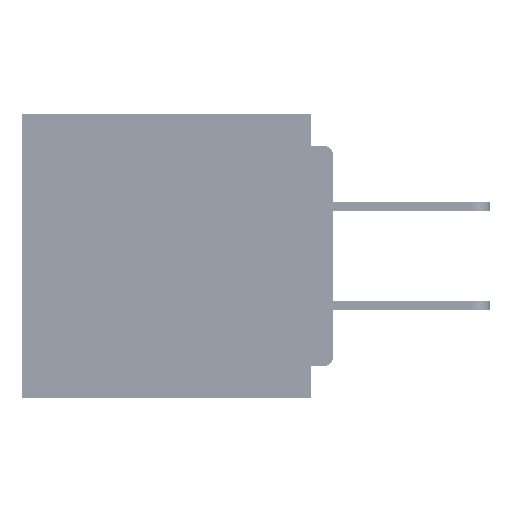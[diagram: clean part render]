
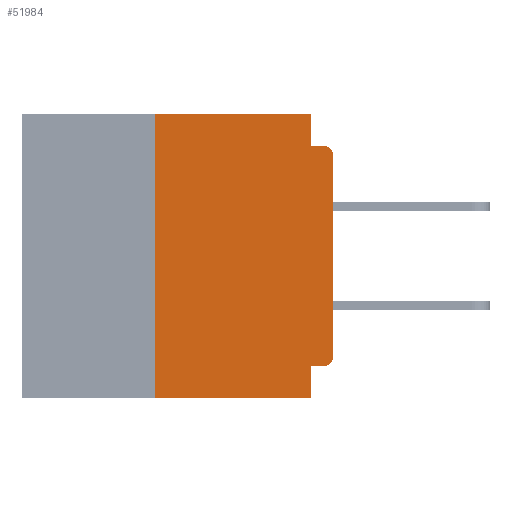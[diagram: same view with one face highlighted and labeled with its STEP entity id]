
A CAD part, left-side view. The second image highlights one B-rep face of the part: STEP entity #51984.
In plain terms, the highlighted planar face has unit normal (-1, 0, 0).
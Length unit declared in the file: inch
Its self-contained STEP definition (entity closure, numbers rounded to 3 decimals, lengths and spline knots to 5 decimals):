
#2938 = DIRECTION ( 'NONE',  ( 0., -1., 0. ) ) ;
#4473 = DIRECTION ( 'NONE',  ( 0., -1., 0. ) ) ;
#4488 = DIRECTION ( 'NONE',  ( 0., 1., 0. ) ) ;
#5030 = VERTEX_POINT ( 'NONE', #36135 ) ;
#5349 = ORIENTED_EDGE ( 'NONE', *, *, #17958, .T. ) ;
#5551 = CARTESIAN_POINT ( 'NONE',  ( 0., 0.015, -0.34 ) ) ;
#5908 = ORIENTED_EDGE ( 'NONE', *, *, #34915, .F. ) ;
#7309 = VERTEX_POINT ( 'NONE', #9429 ) ;
#8910 = VECTOR ( 'NONE', #4473, 39.37008 ) ;
#9420 = CARTESIAN_POINT ( 'NONE',  ( 0., 0.015, -0.355 ) ) ;
#9429 = CARTESIAN_POINT ( 'NONE',  ( 0., 0.031, -0.355 ) ) ;
#9643 = CARTESIAN_POINT ( 'NONE',  ( 0., 0.25, -0.4 ) ) ;
#10455 = DIRECTION ( 'NONE',  ( 0., 0., -1. ) ) ;
#11437 = EDGE_CURVE ( 'NONE', #15579, #24771, #19736, .T. ) ;
#12237 = CARTESIAN_POINT ( 'NONE',  ( 0., 0.437, 0. ) ) ;
#12808 = EDGE_CURVE ( 'NONE', #19414, #60378, #29531, .T. ) ;
#12907 = VECTOR ( 'NONE', #31914, 39.37008 ) ;
#13879 = LINE ( 'NONE', #56517, #25373 ) ;
#15551 = EDGE_CURVE ( 'NONE', #28486, #7309, #48715, .T. ) ;
#15579 = VERTEX_POINT ( 'NONE', #38588 ) ;
#16820 = CARTESIAN_POINT ( 'NONE',  ( 0., 0.25, 0. ) ) ;
#17149 = DIRECTION ( 'NONE',  ( 0., 0., -1. ) ) ;
#17301 = VECTOR ( 'NONE', #33233, 39.37008 ) ;
#17629 = CARTESIAN_POINT ( 'NONE',  ( 0., 0.015, -0.045 ) ) ;
#17958 = EDGE_CURVE ( 'NONE', #20308, #19414, #13879, .T. ) ;
#19414 = VERTEX_POINT ( 'NONE', #62561 ) ;
#19736 = LINE ( 'NONE', #58749, #31251 ) ;
#20308 = VERTEX_POINT ( 'NONE', #44801 ) ;
#21150 = FACE_OUTER_BOUND ( 'NONE', #39259, .T. ) ;
#21390 = VECTOR ( 'NONE', #55935, 39.37008 ) ;
#21931 = EDGE_CURVE ( 'NONE', #27457, #15579, #44602, .T. ) ;
#22212 = CARTESIAN_POINT ( 'NONE',  ( 0., 0.031, -0.045 ) ) ;
#22492 = AXIS2_PLACEMENT_3D ( 'NONE', #5551, #39621, #10455 ) ;
#23938 = CARTESIAN_POINT ( 'NONE',  ( 0., 0., -0.355 ) ) ;
#24771 = VERTEX_POINT ( 'NONE', #22212 ) ;
#25028 = DIRECTION ( 'NONE',  ( 0., 0., -1. ) ) ;
#25373 = VECTOR ( 'NONE', #47083, 39.37008 ) ;
#25615 = ORIENTED_EDGE ( 'NONE', *, *, #21931, .F. ) ;
#25716 = DIRECTION ( 'NONE',  ( -1., 0., 0. ) ) ;
#25837 = ORIENTED_EDGE ( 'NONE', *, *, #38686, .T. ) ;
#26346 = EDGE_CURVE ( 'NONE', #7309, #5030, #30372, .T. ) ;
#27457 = VERTEX_POINT ( 'NONE', #16820 ) ;
#28486 = VERTEX_POINT ( 'NONE', #9420 ) ;
#29531 = CIRCLE ( 'NONE', #31944, 0.015 ) ;
#30372 = LINE ( 'NONE', #42669, #17301 ) ;
#31251 = VECTOR ( 'NONE', #25028, 39.37008 ) ;
#31914 = DIRECTION ( 'NONE',  ( 0., 0., 1. ) ) ;
#31944 = AXIS2_PLACEMENT_3D ( 'NONE', #54595, #25716, #59438 ) ;
#33233 = DIRECTION ( 'NONE',  ( 0., 0., -1. ) ) ;
#33970 = CIRCLE ( 'NONE', #22492, 0.015 ) ;
#34752 = ORIENTED_EDGE ( 'NONE', *, *, #15551, .F. ) ;
#34915 = EDGE_CURVE ( 'NONE', #40366, #27457, #51596, .T. ) ;
#35308 = ORIENTED_EDGE ( 'NONE', *, *, #45547, .F. ) ;
#35970 = VECTOR ( 'NONE', #4488, 39.37008 ) ;
#36135 = CARTESIAN_POINT ( 'NONE',  ( 0., 0.031, -0.4 ) ) ;
#38588 = CARTESIAN_POINT ( 'NONE',  ( 0., 0.031, 0. ) ) ;
#38686 = EDGE_CURVE ( 'NONE', #40366, #5030, #55572, .T. ) ;
#39259 = EDGE_LOOP ( 'NONE', ( #5349, #50123, #35308, #58782, #25615, #5908, #25837, #50807, #34752, #41079 ) ) ;
#39621 = DIRECTION ( 'NONE',  ( -1., 0., 0. ) ) ;
#40366 = VERTEX_POINT ( 'NONE', #9643 ) ;
#41079 = ORIENTED_EDGE ( 'NONE', *, *, #55751, .T. ) ;
#42669 = CARTESIAN_POINT ( 'NONE',  ( 0., 0.031, -0.4 ) ) ;
#44602 = LINE ( 'NONE', #62493, #8910 ) ;
#44801 = CARTESIAN_POINT ( 'NONE',  ( 0., 0., -0.34 ) ) ;
#45547 = EDGE_CURVE ( 'NONE', #24771, #60378, #59916, .T. ) ;
#46197 = DIRECTION ( 'NONE',  ( 1., 0., 0. ) ) ;
#47083 = DIRECTION ( 'NONE',  ( 0., 0., 1. ) ) ;
#48715 = LINE ( 'NONE', #23938, #35970 ) ;
#50123 = ORIENTED_EDGE ( 'NONE', *, *, #12808, .T. ) ;
#50807 = ORIENTED_EDGE ( 'NONE', *, *, #26346, .F. ) ;
#51026 = CARTESIAN_POINT ( 'NONE',  ( 0., 0.25, -0.4 ) ) ;
#51116 = CARTESIAN_POINT ( 'NONE',  ( 0., 0., -0.045 ) ) ;
#51596 = LINE ( 'NONE', #51026, #12907 ) ;
#51984 = ADVANCED_FACE ( 'NONE', ( #21150 ), #55638, .F. ) ;
#52571 = VECTOR ( 'NONE', #2938, 39.37008 ) ;
#54595 = CARTESIAN_POINT ( 'NONE',  ( 0., 0.015, -0.06 ) ) ;
#55572 = LINE ( 'NONE', #56157, #52571 ) ;
#55638 = PLANE ( 'NONE',  #60770 ) ;
#55751 = EDGE_CURVE ( 'NONE', #28486, #20308, #33970, .T. ) ;
#55935 = DIRECTION ( 'NONE',  ( 0., -1., 0. ) ) ;
#56157 = CARTESIAN_POINT ( 'NONE',  ( 0., 0.437, -0.4 ) ) ;
#56517 = CARTESIAN_POINT ( 'NONE',  ( 0., 0., 0. ) ) ;
#58749 = CARTESIAN_POINT ( 'NONE',  ( 0., 0.031, 0. ) ) ;
#58782 = ORIENTED_EDGE ( 'NONE', *, *, #11437, .F. ) ;
#59438 = DIRECTION ( 'NONE',  ( 0., 0., -1. ) ) ;
#59916 = LINE ( 'NONE', #51116, #21390 ) ;
#60378 = VERTEX_POINT ( 'NONE', #17629 ) ;
#60770 = AXIS2_PLACEMENT_3D ( 'NONE', #12237, #46197, #17149 ) ;
#62493 = CARTESIAN_POINT ( 'NONE',  ( 0., 0.437, 0. ) ) ;
#62561 = CARTESIAN_POINT ( 'NONE',  ( 0., 0., -0.06 ) ) ;
